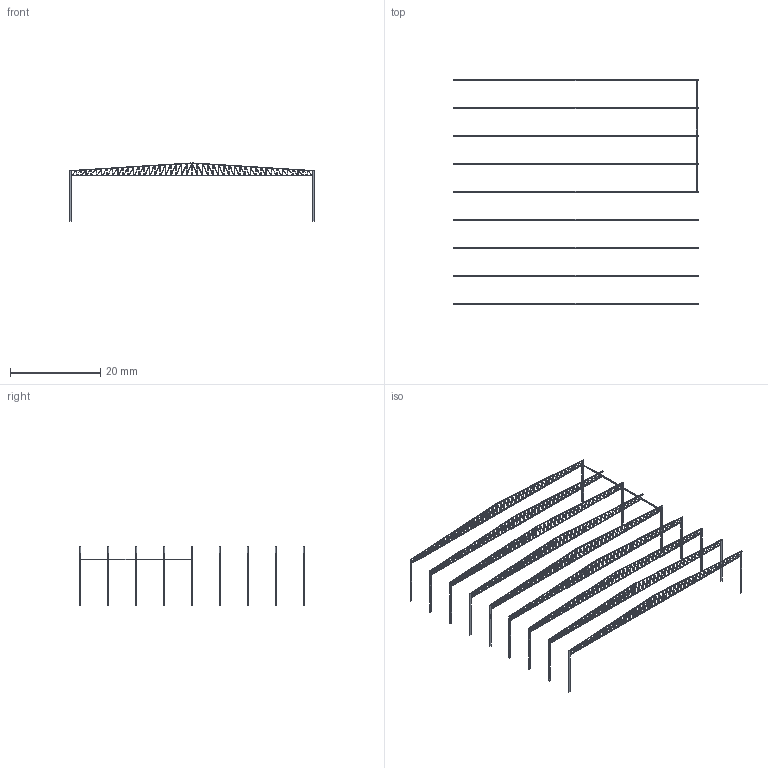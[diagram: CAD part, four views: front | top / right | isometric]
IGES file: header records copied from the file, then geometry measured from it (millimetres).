
Global section: file name: Zeichnung1-Halle-Test; native system: Autodesk RealDWG; preprocessor: Autodesk Translation Framework DWG producer (atf_dwg_producer); organization: unknown; date: 20170208.175214; units: millimetre
Bounding box: 54.32 x 49.8 x 12.9 mm (x, y, z)
Volume: 77.2 mm3; surface area: 1921.3 mm2
Topology: 854 solids, 854 shells, 5250 faces, 10662 edges, 7156 vertices
Faces by surface type: bspline 5250
